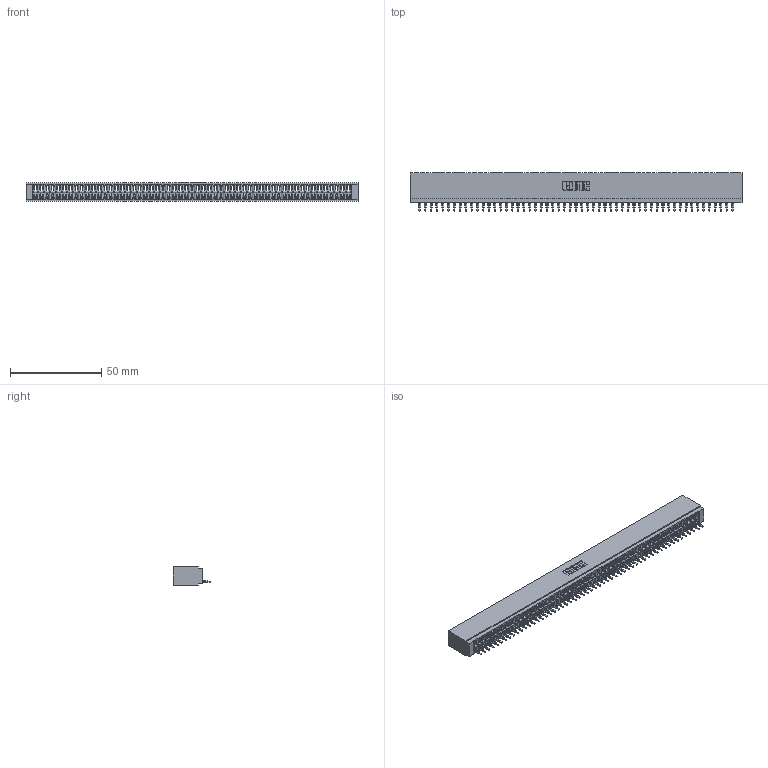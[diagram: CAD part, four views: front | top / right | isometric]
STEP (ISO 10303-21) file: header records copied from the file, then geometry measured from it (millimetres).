
FILE_DESCRIPTION (( 'STEP AP203' ), '1' );
FILE_NAME ('746-055-520-501.STEP', '2026-03-04T21:58:10', ( '' ), ( '' ), 'SwSTEP 2.0', 'SolidWorks 2023', '' );
FILE_SCHEMA (( 'CONFIG_CONTROL_DESIGN' ));
Length unit declared in the file: millimetre
Products named in the file (3): 746-055-520-501; 746-292-001_520; 746 Part_.340 Slot Depth - 01
Assembly tree (56 placements, depth 2):
  746-055-520-501
    746 Part_.340 Slot Depth - 01
    746-292-001_520  x55
Bounding box: 181.86 x 20.82 x 9.91 mm (x, y, z)
Volume: 20253.9 mm3; surface area: 27105.9 mm2
Topology: 56 solids, 56 shells, 6037 faces, 17148 edges, 11010 vertices
Faces by surface type: plane 3520, bspline 1100, cylinder 1087, torus 330
Entity records: 81275 total; most frequent: CARTESIAN_POINT 16340, ORIENTED_EDGE 14316, DIRECTION 11820, EDGE_CURVE 7158, LINE 6424, VECTOR 6424, VERTEX_POINT 4746, AXIS2_PLACEMENT_3D 2698
